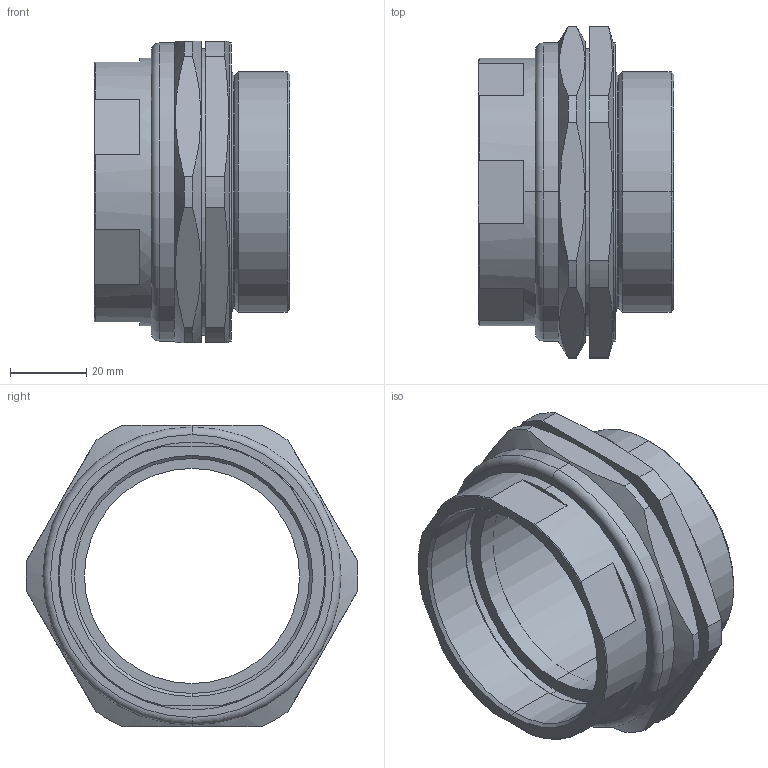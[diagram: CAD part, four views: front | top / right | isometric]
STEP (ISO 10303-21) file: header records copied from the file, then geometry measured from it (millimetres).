
FILE_DESCRIPTION (( 'STEP AP214' ), '1' );
FILE_NAME ('780DM7M7.STEP', '2024-02-09T09:03:59', ( '' ), ( '' ), 'SwSTEP 2.0', 'SolidWorks 2023', '' );
FILE_SCHEMA (( 'AUTOMOTIVE_DESIGN' ));
Length unit declared in the file: millimetre
Products named in the file (1): 780DM7M7
Bounding box: 51.23 x 86.86 x 79 mm (x, y, z)
Volume: 74293.6 mm3; surface area: 28122.3 mm2
Topology: 1 solids, 6 shells, 114 faces, 270 edges, 168 vertices
Faces by surface type: cone 46, plane 36, cylinder 30, torus 2
Entity records: 3491 total; most frequent: CARTESIAN_POINT 797, DIRECTION 584, ORIENTED_EDGE 540, EDGE_CURVE 270, AXIS2_PLACEMENT_3D 239, VERTEX_POINT 168, EDGE_LOOP 126, CIRCLE 124
